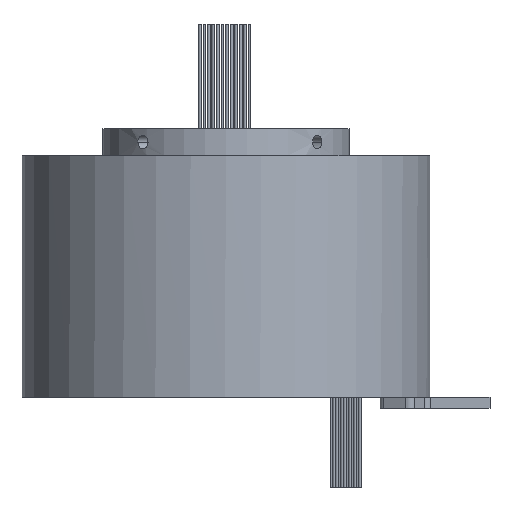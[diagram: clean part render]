
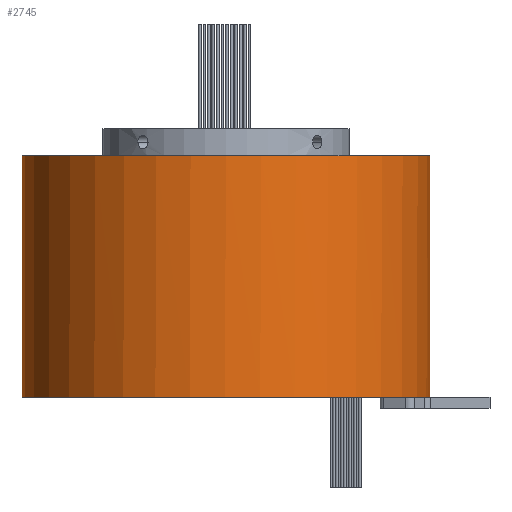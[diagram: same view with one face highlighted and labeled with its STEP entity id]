
A CAD part, front view. The second image highlights one B-rep face of the part: STEP entity #2745.
In plain terms, the highlighted cylindrical face has radius 90 mm (diameter 180 mm), a partial arc.
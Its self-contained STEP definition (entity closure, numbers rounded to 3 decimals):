
#244 = CIRCLE ( 'NONE', #477, 90. ) ;
#477 = AXIS2_PLACEMENT_3D ( 'NONE', #934, #6154, #1706 ) ;
#498 = CARTESIAN_POINT ( 'NONE',  ( 90., 0., 106.5 ) ) ;
#583 = DIRECTION ( 'NONE',  ( -1., 0., 0. ) ) ;
#675 = AXIS2_PLACEMENT_3D ( 'NONE', #1487, #1379, #1350 ) ;
#827 = ORIENTED_EDGE ( 'NONE', *, *, #4475, .F. ) ;
#877 = CARTESIAN_POINT ( 'NONE',  ( 90., 0., 106.5 ) ) ;
#934 = CARTESIAN_POINT ( 'NONE',  ( 0., 0., 106.5 ) ) ;
#951 = ORIENTED_EDGE ( 'NONE', *, *, #9104, .F. ) ;
#1048 = ORIENTED_EDGE ( 'NONE', *, *, #4727, .T. ) ;
#1207 = ORIENTED_EDGE ( 'NONE', *, *, #3081, .T. ) ;
#1350 = DIRECTION ( 'NONE',  ( 1., 0., 0. ) ) ;
#1379 = DIRECTION ( 'NONE',  ( 0., 0., 1. ) ) ;
#1487 = CARTESIAN_POINT ( 'NONE',  ( 0., 0., 0. ) ) ;
#1706 = DIRECTION ( 'NONE',  ( 1., 0., 0. ) ) ;
#2387 = FACE_OUTER_BOUND ( 'NONE', #6331, .T. ) ;
#2400 = CIRCLE ( 'NONE', #7827, 90. ) ;
#2519 = CARTESIAN_POINT ( 'NONE',  ( 90., 0., 0. ) ) ;
#2567 = DIRECTION ( 'NONE',  ( -1., 0., 0. ) ) ;
#2634 = CARTESIAN_POINT ( 'NONE',  ( 0., 0., 106.5 ) ) ;
#2745 = ADVANCED_FACE ( 'NONE', ( #2387 ), #7457, .T. ) ;
#2772 = ORIENTED_EDGE ( 'NONE', *, *, #9331, .F. ) ;
#2779 = CARTESIAN_POINT ( 'NONE',  ( 88.468, -16.535, 0. ) ) ;
#3081 = EDGE_CURVE ( 'NONE', #5399, #3313, #4405, .T. ) ;
#3313 = VERTEX_POINT ( 'NONE', #2779 ) ;
#3581 = CARTESIAN_POINT ( 'NONE',  ( -90., 0., 0. ) ) ;
#4054 = VERTEX_POINT ( 'NONE', #498 ) ;
#4099 = DIRECTION ( 'NONE',  ( 0., 0., -1. ) ) ;
#4100 = VERTEX_POINT ( 'NONE', #9316 ) ;
#4138 = AXIS2_PLACEMENT_3D ( 'NONE', #2634, #4099, #2567 ) ;
#4376 = VECTOR ( 'NONE', #9310, 1000. ) ;
#4405 = CIRCLE ( 'NONE', #675, 90. ) ;
#4475 = EDGE_CURVE ( 'NONE', #4054, #5135, #5940, .T. ) ;
#4603 = LINE ( 'NONE', #7230, #4376 ) ;
#4727 = EDGE_CURVE ( 'NONE', #4100, #5399, #4603, .T. ) ;
#5129 = DIRECTION ( 'NONE',  ( 0., 0., -1. ) ) ;
#5135 = VERTEX_POINT ( 'NONE', #2519 ) ;
#5399 = VERTEX_POINT ( 'NONE', #3581 ) ;
#5940 = LINE ( 'NONE', #877, #9342 ) ;
#6154 = DIRECTION ( 'NONE',  ( 0., 0., 1. ) ) ;
#6331 = EDGE_LOOP ( 'NONE', ( #827, #951, #1048, #1207, #2772 ) ) ;
#7230 = CARTESIAN_POINT ( 'NONE',  ( -90., 0., 106.5 ) ) ;
#7457 = CYLINDRICAL_SURFACE ( 'NONE', #4138, 90. ) ;
#7827 = AXIS2_PLACEMENT_3D ( 'NONE', #9228, #5129, #583 ) ;
#8042 = DIRECTION ( 'NONE',  ( 0., 0., -1. ) ) ;
#9104 = EDGE_CURVE ( 'NONE', #4100, #4054, #244, .T. ) ;
#9228 = CARTESIAN_POINT ( 'NONE',  ( 0., 0., 0. ) ) ;
#9310 = DIRECTION ( 'NONE',  ( 0., 0., -1. ) ) ;
#9316 = CARTESIAN_POINT ( 'NONE',  ( -90., 0., 106.5 ) ) ;
#9331 = EDGE_CURVE ( 'NONE', #5135, #3313, #2400, .T. ) ;
#9342 = VECTOR ( 'NONE', #8042, 1000. ) ;
